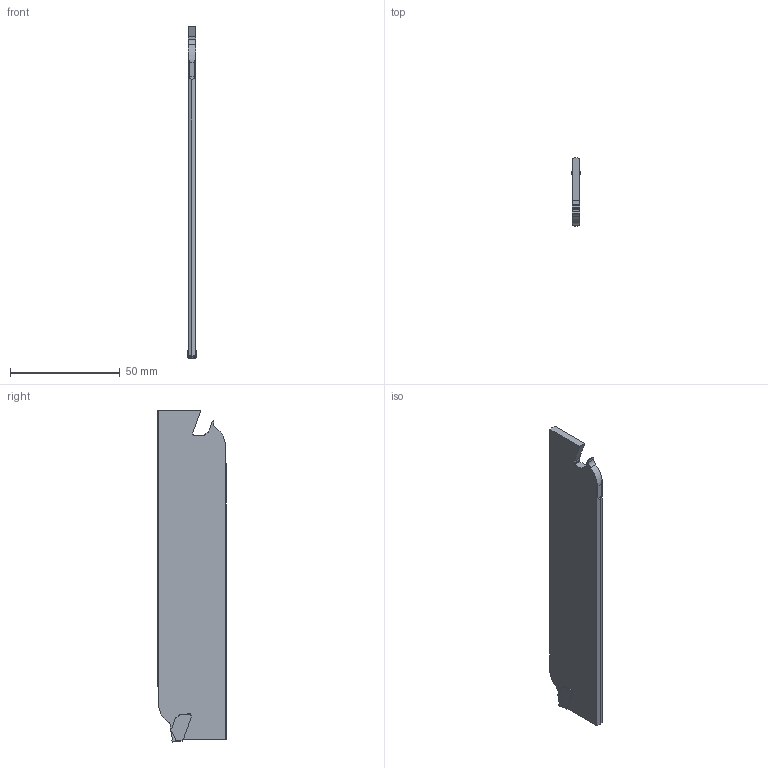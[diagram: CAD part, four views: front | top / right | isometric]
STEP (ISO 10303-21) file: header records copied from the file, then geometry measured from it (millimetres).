
FILE_DESCRIPTION(/* description */ (''),/* implementation_level */ '2;1');
FILE_NAME(/* name */ 'GWB32NA2-G60_CW4_00_MR0_3.stp',/* time_stamp */ '2023-02-27T12:29:07+09:00',/* author */ (''),/* organization */ (''),/* preprocessor_version */ 'ST-DEVELOPER v16',/* originating_system */ 'SIEMENS PLM Software NX 10.0',/* authorisation */ '');
FILE_SCHEMA (('AUTOMOTIVE_DESIGN { 1 0 10303 214 3 1 1 1 }'));
Length unit declared in the file: millimetre
Products named in the file (1): GWB32NA2-G60_CW4_00_MR0_3_ASM
Bounding box: 4 x 31.1 x 151 mm (x, y, z)
Volume: 14775.9 mm3; surface area: 10147.5 mm2
Topology: 2 solids, 2 shells, 106 faces, 334 edges, 273 vertices
Faces by surface type: plane 55, cylinder 37, bspline 12, extrusion 2
Entity records: 4670 total; most frequent: CARTESIAN_POINT 1187, DIRECTION 582, ORIENTED_EDGE 580, EDGE_CURVE 290, VECTOR 214, LINE 212, VERTEX_POINT 188, AXIS2_PLACEMENT_3D 184
